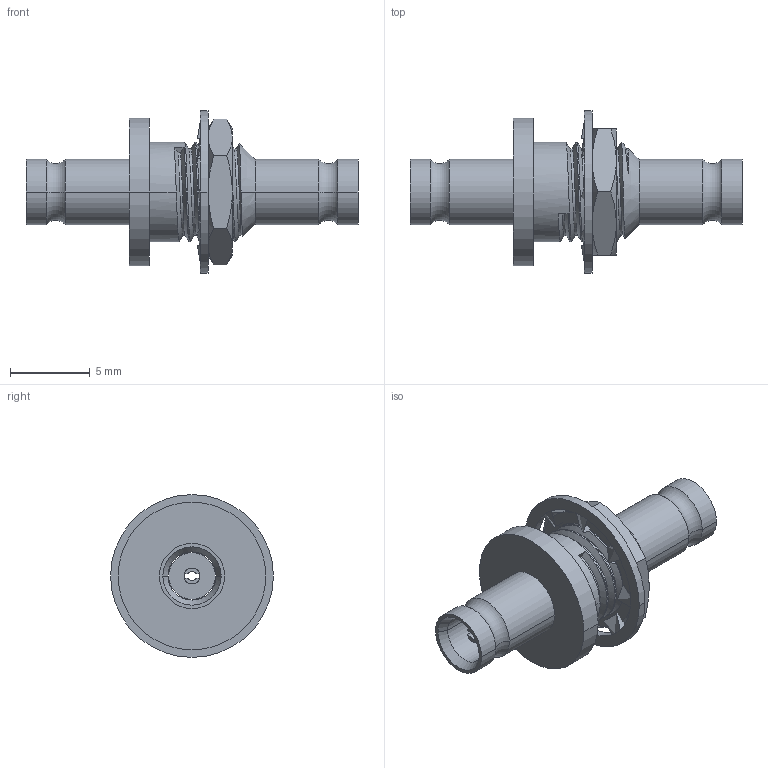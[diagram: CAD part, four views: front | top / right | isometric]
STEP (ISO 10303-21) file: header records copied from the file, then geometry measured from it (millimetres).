
FILE_DESCRIPTION((''),'2;1');
FILE_NAME('102-100-01','2015-09-25T',('Rajagopal'),(''),'PRO/ENGINEER BY PARAMETRIC TECHNOLOGY CORPORATION, 2014440','PRO/ENGINEER BY PARAMETRIC TECHNOLOGY CORPORATION, 2014440','');
FILE_SCHEMA(('CONFIG_CONTROL_DESIGN'));
Length unit declared in the file: millimetre
Products named in the file (1): 102-100-01
Bounding box: 20.83 x 10.21 x 10.21 mm (x, y, z)
Surface area: 805.3 mm2 (no closed solid volume)
Topology: 0 solids, 7 shells, 115 faces, 381 edges, 252 vertices
Faces by surface type: cylinder 47, plane 27, cone 21, bspline 16, torus 4
Entity records: 6491 total; most frequent: CARTESIAN_POINT 3328, DIRECTION 616, ORIENTED_EDGE 610, EDGE_CURVE 381, VERTEX_POINT 252, AXIS2_PLACEMENT_3D 223, VECTOR 170, LINE 170
